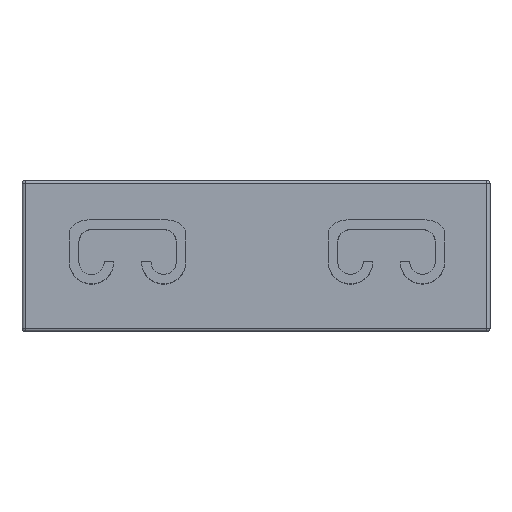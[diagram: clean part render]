
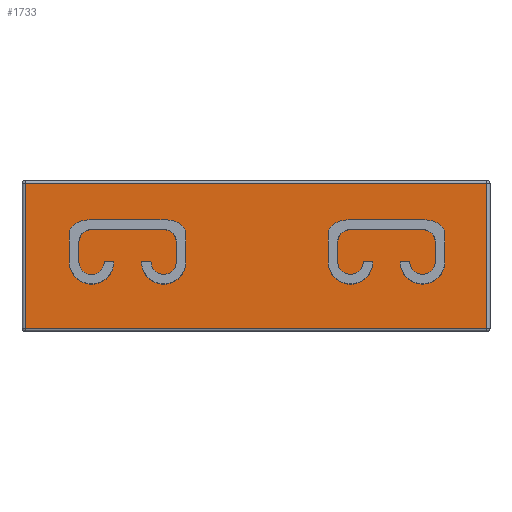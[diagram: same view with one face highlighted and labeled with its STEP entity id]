
A CAD part, top view. The second image highlights one B-rep face of the part: STEP entity #1733.
In plain terms, the highlighted planar face has unit normal (0, 0, 1).
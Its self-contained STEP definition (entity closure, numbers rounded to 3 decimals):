
#47=PLANE('',#1896);
#111=LINE('',#2650,#291);
#113=LINE('',#2653,#293);
#120=LINE('',#2664,#300);
#123=LINE('',#2668,#303);
#291=VECTOR('',#2111,10.);
#293=VECTOR('',#2115,10.);
#300=VECTOR('',#2130,10.);
#303=VECTOR('',#2135,10.);
#525=FACE_OUTER_BOUND('',#631,.T.);
#631=EDGE_LOOP('',(#1276,#1277,#1278,#1279));
#791=VERTEX_POINT('',#2597);
#802=VERTEX_POINT('',#2621);
#803=VERTEX_POINT('',#2625);
#811=VERTEX_POINT('',#2645);
#975=EDGE_CURVE('',#803,#811,#111,.T.);
#977=EDGE_CURVE('',#811,#802,#113,.T.);
#984=EDGE_CURVE('',#791,#803,#120,.T.);
#987=EDGE_CURVE('',#802,#791,#123,.T.);
#1276=ORIENTED_EDGE('',*,*,#975,.F.);
#1277=ORIENTED_EDGE('',*,*,#984,.F.);
#1278=ORIENTED_EDGE('',*,*,#987,.F.);
#1279=ORIENTED_EDGE('',*,*,#977,.F.);
#1733=ADVANCED_FACE('',(#525),#47,.T.);
#1896=AXIS2_PLACEMENT_3D('',#2682,#2154,#2155);
#2111=DIRECTION('',(-1.,0.,0.));
#2115=DIRECTION('',(0.,1.,0.));
#2130=DIRECTION('',(0.,-1.,0.));
#2135=DIRECTION('',(1.,0.,0.));
#2154=DIRECTION('center_axis',(0.,0.,1.));
#2155=DIRECTION('ref_axis',(1.,0.,0.));
#2597=CARTESIAN_POINT('',(7.24,4.65,3.18));
#2621=CARTESIAN_POINT('',(-7.24,4.65,3.18));
#2625=CARTESIAN_POINT('',(7.24,0.1,3.18));
#2645=CARTESIAN_POINT('',(-7.24,0.1,3.18));
#2650=CARTESIAN_POINT('',(-3.67,0.1,3.18));
#2653=CARTESIAN_POINT('',(-7.24,0.,3.18));
#2664=CARTESIAN_POINT('',(7.24,0.,3.18));
#2668=CARTESIAN_POINT('',(-3.67,4.65,3.18));
#2682=CARTESIAN_POINT('Origin',(-7.34,0.,3.18));
